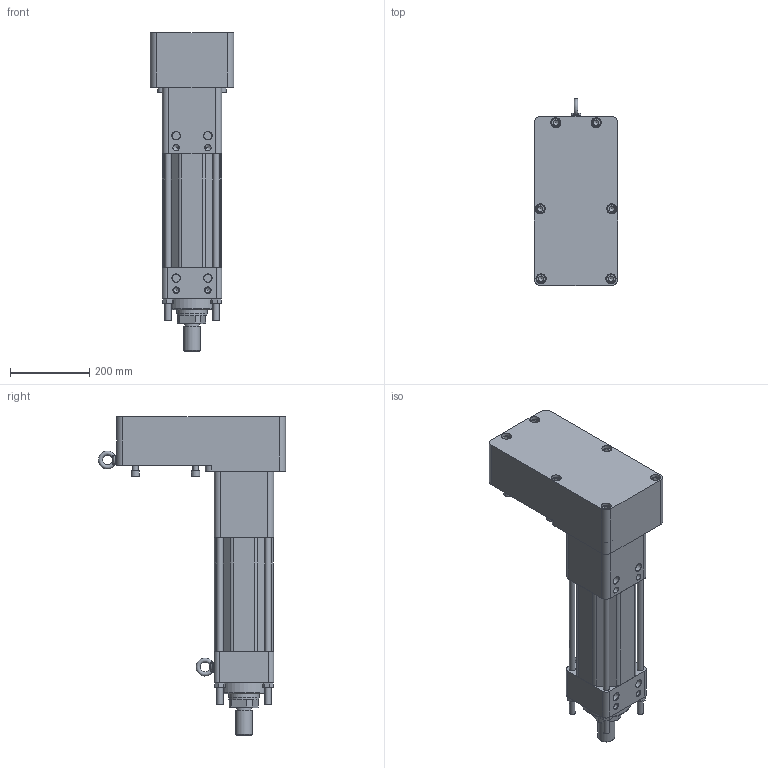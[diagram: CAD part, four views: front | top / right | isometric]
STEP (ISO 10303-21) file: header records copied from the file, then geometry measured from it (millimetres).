
FILE_DESCRIPTION (( 'STEP AP203' ), '1' );
FILE_NAME ('RS-477169-1.step', '2024-12-19T16:30:19', ( '' ), ( '' ), 'SwSTEP 2.0', 'SolidWorks 2024', '' );
FILE_SCHEMA (( 'CONFIG_CONTROL_DESIGN' ));
Length unit declared in the file: inch
Products named in the file (3): Base_RS-477169-1; tempJoin1_21719005_RS-477169-1; RS-477169-1
Assembly tree (2 placements, depth 2):
  RS-477169-1
    tempJoin1_21719005_RS-477169-1
    Base_RS-477169-1
Bounding box: 209.55 x 470.94 x 802.3 mm (x, y, z)
Volume: 17436188 mm3; surface area: 1490093.6 mm2
Topology: 8 solids, 18 shells, 1785 faces, 4847 edges, 3191 vertices
Faces by surface type: cylinder 938, plane 694, cone 75, bspline 66, torus 11, sphere 1
Full cylindrical faces by diameter (mm): 3.175 x1, 4.762 x1, 7.9 x1, 8 x1, 8.5 x8, 10.16 x6, 13.835 x2, 14 x14, 14.381 x4, 15.875 x9, 16 x6, 16.5 x6, 17.272 x6, 20.013 x4, 21 x4, 24 x6, 25 x2, 25.4 x8, 31.75 x1, 36.513 x1, 36.992 x1, 39.7 x1, 42 x1, 50.165 x1, 50.8 x1, 65.024 x1, 74.48 x1, 74.727 x2, 75 x1, 75.438 x1
Entity records: 62195 total; most frequent: CARTESIAN_POINT 16806, DIRECTION 9777, ORIENTED_EDGE 9188, EDGE_CURVE 4594, AXIS2_PLACEMENT_3D 3741, VERTEX_POINT 3113, LINE 2295, VECTOR 2295
